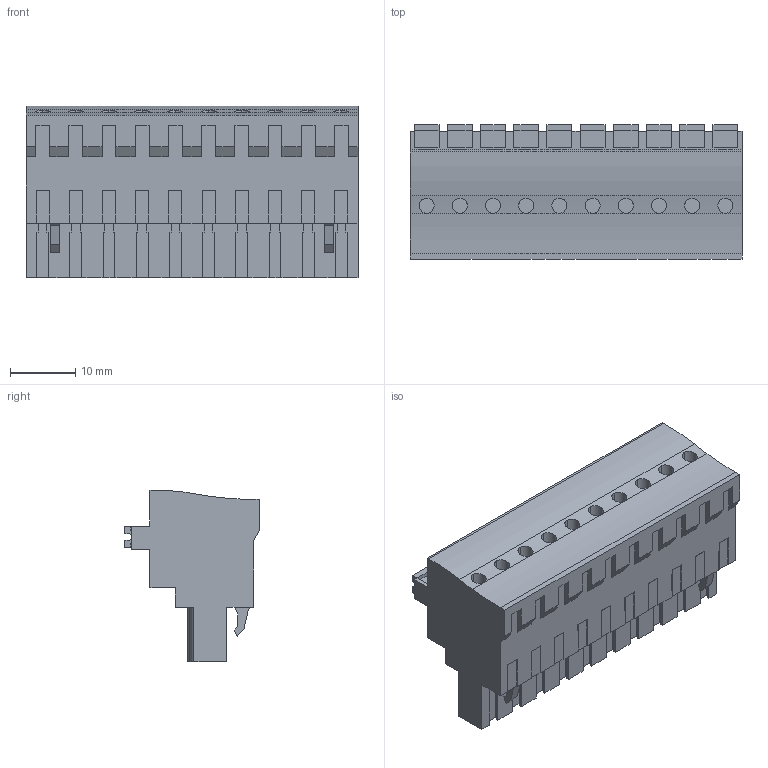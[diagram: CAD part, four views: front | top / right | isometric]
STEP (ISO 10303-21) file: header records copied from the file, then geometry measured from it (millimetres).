
FILE_DESCRIPTION(('CATIA V5 STEP Exchange','CAx-IF Rec.Pracs.--- Model Styling and Organization---1.2---2011-12-15'),'2;1');
FILE_NAME ('D1461161_0_1982780000_1982780000.stp','2017-10-30T15:04:45+00:00',('none'),('Weidmueller'),'CATIA Version 5-6 Release 2014','CATIA V5 STEP AP214','none');
FILE_SCHEMA(('AUTOMOTIVE_DESIGN { 1 0 10303 214 1 1 1 1 }'));
Length unit declared in the file: millimetre
Products named in the file (1): 1982780000
Bounding box: 50.8 x 20.64 x 26.24 mm (x, y, z)
Volume: 14999.9 mm3; surface area: 7464.1 mm2
Topology: 11 solids, 11 shells, 700 faces, 1947 edges, 1311 vertices
Faces by surface type: plane 597, cylinder 103
Entity records: 20392 total; most frequent: ORIENTED_EDGE 3894, CARTESIAN_POINT 3773, DIRECTION 2635, EDGE_CURVE 1947, VECTOR 1741, LINE 1741, VERTEX_POINT 1311, EDGE_LOOP 742
